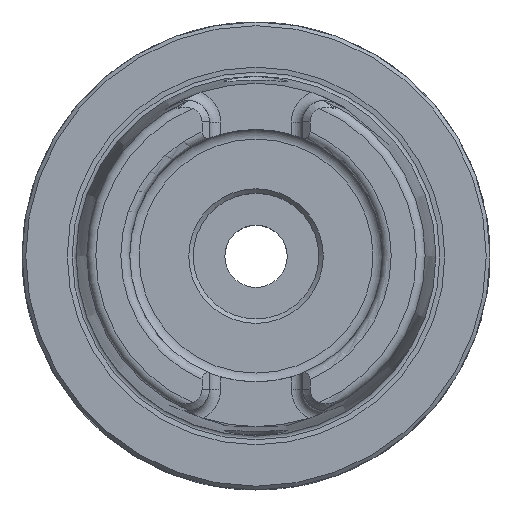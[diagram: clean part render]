
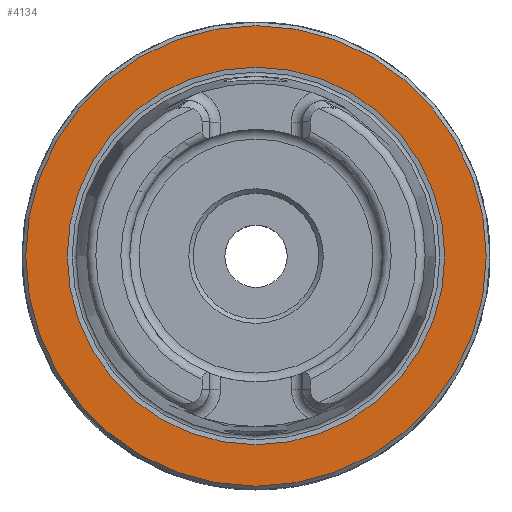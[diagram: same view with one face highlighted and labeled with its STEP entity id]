
A CAD part, top view. The second image highlights one B-rep face of the part: STEP entity #4134.
In plain terms, the highlighted planar face has unit normal (0, 0, 1).
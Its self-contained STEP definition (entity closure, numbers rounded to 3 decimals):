
#432=PLANE('',#4419);
#847=ORIENTED_EDGE('',*,*,#1426,.T.);
#848=ORIENTED_EDGE('',*,*,#1424,.F.);
#1424=EDGE_CURVE('',#1714,#1714,#1883,.T.);
#1426=EDGE_CURVE('',#1716,#1716,#1885,.T.);
#1714=VERTEX_POINT('',#6438);
#1716=VERTEX_POINT('',#6443);
#1883=CIRCLE('',#4417,25.418);
#1885=CIRCLE('',#4420,31.);
#2090=EDGE_LOOP('',(#847));
#2091=EDGE_LOOP('',(#848));
#2403=FACE_BOUND('',#2090,.T.);
#2404=FACE_BOUND('',#2091,.T.);
#4134=ADVANCED_FACE('',(#2403,#2404),#432,.T.);
#4417=AXIS2_PLACEMENT_3D('',#6437,#5048,#5049);
#4419=AXIS2_PLACEMENT_3D('',#6441,#5052,#5053);
#4420=AXIS2_PLACEMENT_3D('',#6442,#5054,#5055);
#5048=DIRECTION('',(0.,0.,1.));
#5049=DIRECTION('',(1.,0.,0.));
#5052=DIRECTION('',(0.,0.,1.));
#5053=DIRECTION('',(1.,0.,0.));
#5054=DIRECTION('',(0.,0.,1.));
#5055=DIRECTION('',(1.,0.,0.));
#6437=CARTESIAN_POINT('',(0.,0.,0.));
#6438=CARTESIAN_POINT('',(25.418,0.,0.));
#6441=CARTESIAN_POINT('',(31.,0.,0.));
#6442=CARTESIAN_POINT('',(0.,0.,0.));
#6443=CARTESIAN_POINT('',(31.,0.,0.));
